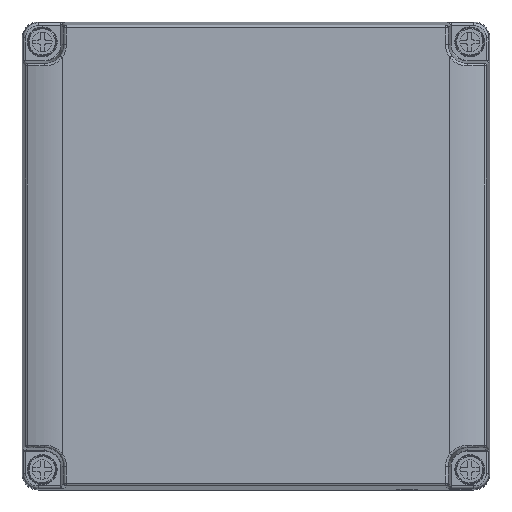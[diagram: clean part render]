
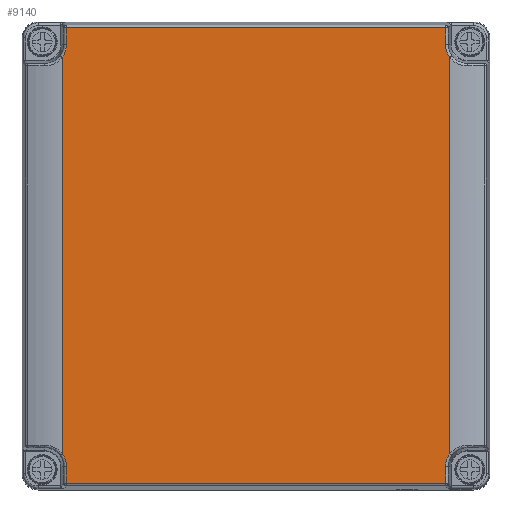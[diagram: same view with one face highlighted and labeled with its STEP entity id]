
A CAD part, top view. The second image highlights one B-rep face of the part: STEP entity #9140.
In plain terms, the highlighted planar face has unit normal (0, 0, 1).
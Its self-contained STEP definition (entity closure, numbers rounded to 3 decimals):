
#9031=AXIS2_PLACEMENT_3D('Plane Axis2P3D',#9028,#9029,#9030) ;
#9035=AXIS2_PLACEMENT_3D('Circle Axis2P3D',#9033,#9034,$) ;
#8032=CARTESIAN_POINT('Vertex',(158.401,2.292,125.)) ;
#8035=CARTESIAN_POINT('Line Origine',(160.567,2.292,125.)) ;
#8039=CARTESIAN_POINT('Vertex',(16.599,2.292,125.)) ;
#9028=CARTESIAN_POINT('Axis2P3D Location',(15.,0.,125.)) ;
#9033=CARTESIAN_POINT('Axis2P3D Location',(8.5,166.5,125.)) ;
#9037=CARTESIAN_POINT('Vertex',(15.,161.668,125.)) ;
#9039=CARTESIAN_POINT('Vertex',(16.599,166.5,125.)) ;
#9042=CARTESIAN_POINT('Line Origine',(15.,87.5,125.)) ;
#9046=CARTESIAN_POINT('Vertex',(15.,13.332,125.)) ;
#9050=CARTESIAN_POINT('Control Point',(15.,13.332,125.)) ;
#9051=CARTESIAN_POINT('Control Point',(15.499,12.66,125.)) ;
#9052=CARTESIAN_POINT('Control Point',(15.911,11.925,125.)) ;
#9053=CARTESIAN_POINT('Control Point',(16.226,11.139,125.)) ;
#9054=CARTESIAN_POINT('Control Point',(16.485,10.128,125.)) ;
#9055=CARTESIAN_POINT('Control Point',(16.581,9.097,125.)) ;
#9056=CARTESIAN_POINT('Control Point',(16.593,8.898,125.)) ;
#9057=CARTESIAN_POINT('Control Point',(16.599,8.699,125.)) ;
#9058=CARTESIAN_POINT('Control Point',(16.599,8.5,125.)) ;
#9059=CARTESIAN_POINT('Vertex',(16.599,8.5,125.)) ;
#9062=CARTESIAN_POINT('Line Origine',(16.599,5.396,125.)) ;
#9067=CARTESIAN_POINT('Line Origine',(158.401,5.396,125.)) ;
#9071=CARTESIAN_POINT('Vertex',(158.401,8.5,125.)) ;
#9075=CARTESIAN_POINT('Control Point',(158.401,8.5,125.)) ;
#9076=CARTESIAN_POINT('Control Point',(158.401,9.337,125.)) ;
#9077=CARTESIAN_POINT('Control Point',(158.509,10.173,125.)) ;
#9078=CARTESIAN_POINT('Control Point',(158.725,10.991,125.)) ;
#9079=CARTESIAN_POINT('Control Point',(159.12,11.957,125.)) ;
#9080=CARTESIAN_POINT('Control Point',(159.659,12.842,125.)) ;
#9081=CARTESIAN_POINT('Control Point',(159.768,13.009,125.)) ;
#9082=CARTESIAN_POINT('Control Point',(159.881,13.172,125.)) ;
#9083=CARTESIAN_POINT('Control Point',(160.,13.332,125.)) ;
#9084=CARTESIAN_POINT('Vertex',(160.,13.332,125.)) ;
#9087=CARTESIAN_POINT('Line Origine',(160.,87.5,125.)) ;
#9091=CARTESIAN_POINT('Vertex',(160.,161.668,125.)) ;
#9095=CARTESIAN_POINT('Control Point',(160.,161.668,125.)) ;
#9096=CARTESIAN_POINT('Control Point',(159.501,162.34,125.)) ;
#9097=CARTESIAN_POINT('Control Point',(159.089,163.075,125.)) ;
#9098=CARTESIAN_POINT('Control Point',(158.774,163.861,125.)) ;
#9099=CARTESIAN_POINT('Control Point',(158.515,164.872,125.)) ;
#9100=CARTESIAN_POINT('Control Point',(158.419,165.903,125.)) ;
#9101=CARTESIAN_POINT('Control Point',(158.407,166.102,125.)) ;
#9102=CARTESIAN_POINT('Control Point',(158.401,166.301,125.)) ;
#9103=CARTESIAN_POINT('Control Point',(158.401,166.5,125.)) ;
#9104=CARTESIAN_POINT('Vertex',(158.401,166.5,125.)) ;
#9107=CARTESIAN_POINT('Line Origine',(158.401,169.604,125.)) ;
#9111=CARTESIAN_POINT('Vertex',(158.401,172.708,125.)) ;
#9114=CARTESIAN_POINT('Line Origine',(87.5,172.708,125.)) ;
#9118=CARTESIAN_POINT('Vertex',(16.599,172.708,125.)) ;
#9121=CARTESIAN_POINT('Line Origine',(16.599,169.604,125.)) ;
#8036=DIRECTION('Vector Direction',(-1.,0.,0.)) ;
#9029=DIRECTION('Axis2P3D Direction',(0.,0.,1.)) ;
#9030=DIRECTION('Axis2P3D XDirection',(1.,0.,0.)) ;
#9034=DIRECTION('Axis2P3D Direction',(0.,0.,1.)) ;
#9043=DIRECTION('Vector Direction',(0.,1.,0.)) ;
#9063=DIRECTION('Vector Direction',(0.,-1.,0.)) ;
#9068=DIRECTION('Vector Direction',(0.,1.,0.)) ;
#9088=DIRECTION('Vector Direction',(0.,1.,0.)) ;
#9108=DIRECTION('Vector Direction',(0.,1.,0.)) ;
#9115=DIRECTION('Vector Direction',(1.,0.,0.)) ;
#9122=DIRECTION('Vector Direction',(0.,1.,0.)) ;
#8037=VECTOR('Line Direction',#8036,1.) ;
#9044=VECTOR('Line Direction',#9043,1.) ;
#9064=VECTOR('Line Direction',#9063,1.) ;
#9069=VECTOR('Line Direction',#9068,1.) ;
#9089=VECTOR('Line Direction',#9088,1.) ;
#9109=VECTOR('Line Direction',#9108,1.) ;
#9116=VECTOR('Line Direction',#9115,1.) ;
#9123=VECTOR('Line Direction',#9122,1.) ;
#9127=ORIENTED_EDGE('',*,*,#9041,.F.) ;
#9128=ORIENTED_EDGE('',*,*,#9048,.F.) ;
#9129=ORIENTED_EDGE('',*,*,#9061,.T.) ;
#9130=ORIENTED_EDGE('',*,*,#9066,.T.) ;
#9131=ORIENTED_EDGE('',*,*,#8041,.F.) ;
#9132=ORIENTED_EDGE('',*,*,#9073,.T.) ;
#9133=ORIENTED_EDGE('',*,*,#9086,.T.) ;
#9134=ORIENTED_EDGE('',*,*,#9093,.T.) ;
#9135=ORIENTED_EDGE('',*,*,#9106,.T.) ;
#9136=ORIENTED_EDGE('',*,*,#9113,.T.) ;
#9137=ORIENTED_EDGE('',*,*,#9120,.F.) ;
#9138=ORIENTED_EDGE('',*,*,#9125,.F.) ;
#9140=ADVANCED_FACE('DE_MPC_17-17-12\\MANIFOLD_SOLID_BREP #49643',(#9139),#9032,.T.) ;
#9049=B_SPLINE_CURVE_WITH_KNOTS('',5,(#9050,#9051,#9052,#9053,#9054,#9055,#9056,#9057,#9058),.UNSPECIFIED.,.F.,.U.,(6,3,6),(0.,5.915,7.321),.UNSPECIFIED.) ;
#9074=B_SPLINE_CURVE_WITH_KNOTS('',5,(#9075,#9076,#9077,#9078,#9079,#9080,#9081,#9082,#9083),.UNSPECIFIED.,.F.,.U.,(6,3,6),(0.,5.915,7.321),.UNSPECIFIED.) ;
#9094=B_SPLINE_CURVE_WITH_KNOTS('',5,(#9095,#9096,#9097,#9098,#9099,#9100,#9101,#9102,#9103),.UNSPECIFIED.,.F.,.U.,(6,3,6),(0.,5.915,7.321),.UNSPECIFIED.) ;
#9036=CIRCLE('generated circle',#9035,8.099) ;
#8041=EDGE_CURVE('',#8033,#8040,#8038,.T.) ;
#9041=EDGE_CURVE('',#9038,#9040,#9036,.T.) ;
#9048=EDGE_CURVE('',#9047,#9038,#9045,.T.) ;
#9061=EDGE_CURVE('',#9047,#9060,#9049,.T.) ;
#9066=EDGE_CURVE('',#9060,#8040,#9065,.T.) ;
#9073=EDGE_CURVE('',#8033,#9072,#9070,.T.) ;
#9086=EDGE_CURVE('',#9072,#9085,#9074,.T.) ;
#9093=EDGE_CURVE('',#9085,#9092,#9090,.T.) ;
#9106=EDGE_CURVE('',#9092,#9105,#9094,.T.) ;
#9113=EDGE_CURVE('',#9105,#9112,#9110,.T.) ;
#9120=EDGE_CURVE('',#9119,#9112,#9117,.T.) ;
#9125=EDGE_CURVE('',#9040,#9119,#9124,.T.) ;
#9126=EDGE_LOOP('',(#9127,#9128,#9129,#9130,#9131,#9132,#9133,#9134,#9135,#9136,#9137,#9138)) ;
#9139=FACE_OUTER_BOUND('',#9126,.T.) ;
#8038=LINE('Line',#8035,#8037) ;
#9045=LINE('Line',#9042,#9044) ;
#9065=LINE('Line',#9062,#9064) ;
#9070=LINE('Line',#9067,#9069) ;
#9090=LINE('Line',#9087,#9089) ;
#9110=LINE('Line',#9107,#9109) ;
#9117=LINE('Line',#9114,#9116) ;
#9124=LINE('Line',#9121,#9123) ;
#9032=PLANE('',#9031) ;
#8033=VERTEX_POINT('',#8032) ;
#8040=VERTEX_POINT('',#8039) ;
#9038=VERTEX_POINT('',#9037) ;
#9040=VERTEX_POINT('',#9039) ;
#9047=VERTEX_POINT('',#9046) ;
#9060=VERTEX_POINT('',#9059) ;
#9072=VERTEX_POINT('',#9071) ;
#9085=VERTEX_POINT('',#9084) ;
#9092=VERTEX_POINT('',#9091) ;
#9105=VERTEX_POINT('',#9104) ;
#9112=VERTEX_POINT('',#9111) ;
#9119=VERTEX_POINT('',#9118) ;
